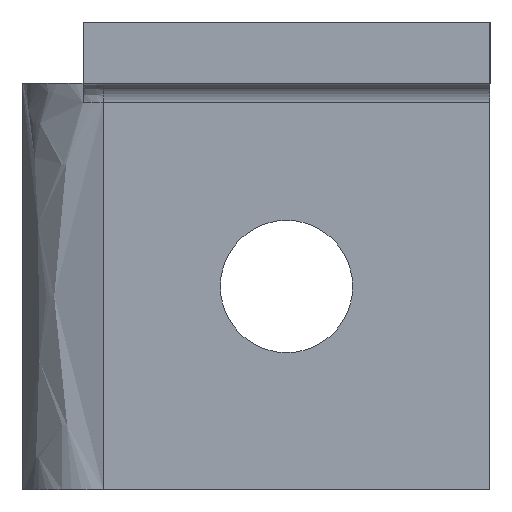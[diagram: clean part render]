
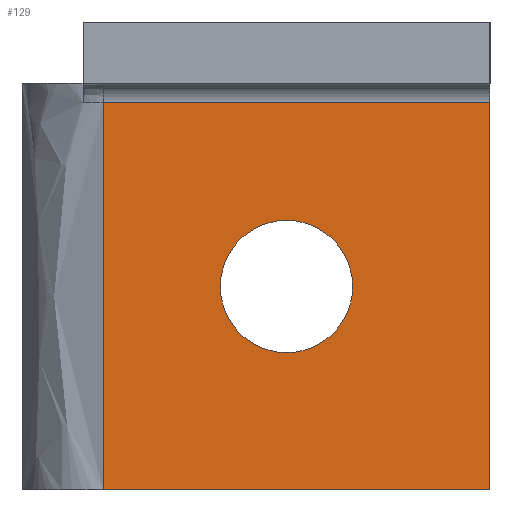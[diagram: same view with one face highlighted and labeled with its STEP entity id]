
A CAD part, left-side view. The second image highlights one B-rep face of the part: STEP entity #129.
In plain terms, the highlighted planar face has unit normal (-1, 0, 0).
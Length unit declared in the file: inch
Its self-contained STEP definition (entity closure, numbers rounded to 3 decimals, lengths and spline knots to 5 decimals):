
#129=ADVANCED_FACE('',(#281,#282),#283,.T.);
#281=FACE_BOUND('',#552,.T.);
#282=FACE_OUTER_BOUND('',#553,.T.);
#283=PLANE('',#554);
#552=EDGE_LOOP('',(#1226,#1227,#1228,#1229));
#553=EDGE_LOOP('',(#1230,#1231,#1232,#1233));
#554=AXIS2_PLACEMENT_3D('',#1234,#1235,#1236);
#1226=ORIENTED_EDGE('',*,*,#1495,.T.);
#1227=ORIENTED_EDGE('',*,*,#1589,.T.);
#1228=ORIENTED_EDGE('',*,*,#1545,.T.);
#1229=ORIENTED_EDGE('',*,*,#1590,.T.);
#1230=ORIENTED_EDGE('',*,*,#1591,.F.);
#1231=ORIENTED_EDGE('',*,*,#1461,.T.);
#1232=ORIENTED_EDGE('',*,*,#1592,.T.);
#1233=ORIENTED_EDGE('',*,*,#1513,.F.);
#1234=CARTESIAN_POINT('',(0.,0.59375,1.25));
#1235=DIRECTION('',(-1.0,0.0,0.0));
#1236=DIRECTION('',(0.0,1.0,0.0));
#1461=EDGE_CURVE('',#1677,#1675,#1678,.T.);
#1495=EDGE_CURVE('',#1735,#1736,#1737,.T.);
#1513=EDGE_CURVE('',#1764,#1766,#1767,.T.);
#1545=EDGE_CURVE('',#1818,#1819,#1820,.T.);
#1589=EDGE_CURVE('',#1736,#1818,#1883,.T.);
#1590=EDGE_CURVE('',#1819,#1735,#1884,.T.);
#1591=EDGE_CURVE('',#1677,#1764,#1885,.T.);
#1592=EDGE_CURVE('',#1675,#1766,#1886,.T.);
#1675=VERTEX_POINT('',#1999);
#1677=VERTEX_POINT('',#2004);
#1678=LINE('',#2005,#2006);
#1735=VERTEX_POINT('',#2120);
#1736=VERTEX_POINT('',#2121);
#1737=B_SPLINE_CURVE_WITH_KNOTS('',3,(#2122,#2123,#2124,#2125),.UNSPECIFIED.,.F.,.F.,(4,4),(0.0,1.0),.UNSPECIFIED.);
#1764=VERTEX_POINT('',#2169);
#1766=VERTEX_POINT('',#2171);
#1767=LINE('',#2172,#2173);
#1818=VERTEX_POINT('',#2277);
#1819=VERTEX_POINT('',#2278);
#1820=B_SPLINE_CURVE_WITH_KNOTS('',3,(#2279,#2280,#2281,#2282),.UNSPECIFIED.,.F.,.F.,(4,4),(0.0,1.0),.UNSPECIFIED.);
#1883=B_SPLINE_CURVE_WITH_KNOTS('',3,(#2400,#2401,#2402,#2403),.UNSPECIFIED.,.F.,.F.,(4,4),(0.0,1.0),.UNSPECIFIED.);
#1884=B_SPLINE_CURVE_WITH_KNOTS('',3,(#2404,#2405,#2406,#2407),.UNSPECIFIED.,.F.,.F.,(4,4),(0.0,1.0),.UNSPECIFIED.);
#1885=LINE('',#2408,#2409);
#1886=LINE('',#2410,#2411);
#1999=CARTESIAN_POINT('',(0.,1.1875,0.));
#2004=CARTESIAN_POINT('',(0.,1.1875,1.19));
#2005=CARTESIAN_POINT('',(0.,1.1875,1.25));
#2006=VECTOR('',#2527,1.0);
#2120=CARTESIAN_POINT('',(0.,0.625,0.82813));
#2121=CARTESIAN_POINT('',(0.,0.42188,0.625));
#2122=CARTESIAN_POINT('',(0.,0.625,0.82813));
#2123=CARTESIAN_POINT('',(0.,0.51282,0.82813));
#2124=CARTESIAN_POINT('',(0.,0.42188,0.73718));
#2125=CARTESIAN_POINT('',(0.,0.42188,0.625));
#2169=CARTESIAN_POINT('',(0.,0.0,1.19));
#2171=CARTESIAN_POINT('',(0.,0.0,0.));
#2172=CARTESIAN_POINT('',(0.,0.0,1.25));
#2173=VECTOR('',#2566,1.0);
#2277=CARTESIAN_POINT('',(0.,0.625,0.42188));
#2278=CARTESIAN_POINT('',(0.,0.82813,0.625));
#2279=CARTESIAN_POINT('',(0.,0.625,0.42188));
#2280=CARTESIAN_POINT('',(0.,0.73718,0.42188));
#2281=CARTESIAN_POINT('',(0.,0.82813,0.51282));
#2282=CARTESIAN_POINT('',(0.,0.82813,0.625));
#2400=CARTESIAN_POINT('',(0.,0.42188,0.625));
#2401=CARTESIAN_POINT('',(0.,0.42188,0.51282));
#2402=CARTESIAN_POINT('',(0.,0.51282,0.42188));
#2403=CARTESIAN_POINT('',(0.,0.625,0.42188));
#2404=CARTESIAN_POINT('',(0.,0.82813,0.625));
#2405=CARTESIAN_POINT('',(0.,0.82813,0.73718));
#2406=CARTESIAN_POINT('',(0.,0.73718,0.82813));
#2407=CARTESIAN_POINT('',(0.,0.625,0.82813));
#2408=CARTESIAN_POINT('',(0.,0.60938,1.19));
#2409=VECTOR('',#2619,1.0);
#2410=CARTESIAN_POINT('',(0.,1.1875,0.));
#2411=VECTOR('',#2620,1.0);
#2527=DIRECTION('',(0.0,0.0,-1.0));
#2566=DIRECTION('',(0.0,0.0,-1.0));
#2619=DIRECTION('',(0.0,-1.0,-0.0));
#2620=DIRECTION('',(0.0,-1.0,0.0));
